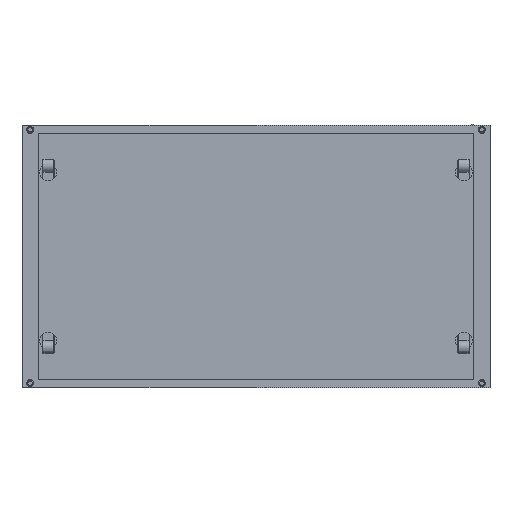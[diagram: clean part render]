
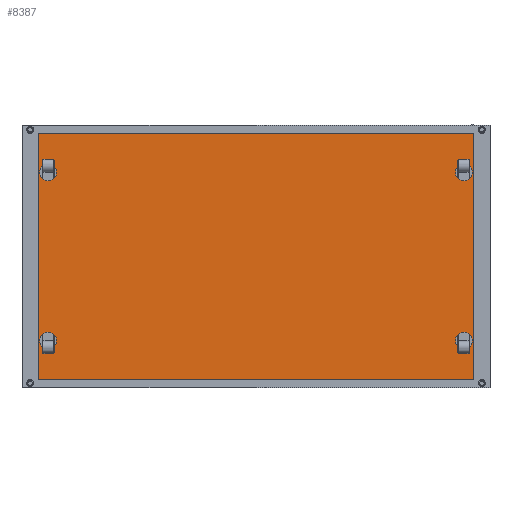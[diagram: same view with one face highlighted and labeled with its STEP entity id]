
A CAD part, front view. The second image highlights one B-rep face of the part: STEP entity #8387.
In plain terms, the highlighted planar face has unit normal (0, -1, 0).
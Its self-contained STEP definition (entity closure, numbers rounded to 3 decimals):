
#701=FACE_OUTER_BOUND('',#1213,.T.);
#1213=EDGE_LOOP('',(#7069,#7070,#7071,#7072));
#2169=LINE('',#13385,#3179);
#2173=LINE('',#13392,#3183);
#2176=LINE('',#13398,#3186);
#2178=LINE('',#13401,#3188);
#3179=VECTOR('',#10929,10.);
#3183=VECTOR('',#10935,10.);
#3186=VECTOR('',#10940,10.);
#3188=VECTOR('',#10944,10.);
#3965=VERTEX_POINT('',#13382);
#3966=VERTEX_POINT('',#13384);
#3968=VERTEX_POINT('',#13390);
#3970=VERTEX_POINT('',#13396);
#5025=EDGE_CURVE('',#3965,#3966,#2169,.T.);
#5029=EDGE_CURVE('',#3968,#3965,#2173,.T.);
#5032=EDGE_CURVE('',#3970,#3968,#2176,.T.);
#5034=EDGE_CURVE('',#3966,#3970,#2178,.T.);
#7069=ORIENTED_EDGE('',*,*,#5034,.F.);
#7070=ORIENTED_EDGE('',*,*,#5025,.F.);
#7071=ORIENTED_EDGE('',*,*,#5029,.F.);
#7072=ORIENTED_EDGE('',*,*,#5032,.F.);
#7913=PLANE('',#9047);
#8387=ADVANCED_FACE('',(#701),#7913,.F.);
#9047=AXIS2_PLACEMENT_3D('',#13402,#10945,#10946);
#10929=DIRECTION('',(0.,0.,-1.));
#10935=DIRECTION('',(1.,0.,0.));
#10940=DIRECTION('',(0.,0.,1.));
#10944=DIRECTION('',(-1.,0.,0.));
#10945=DIRECTION('center_axis',(0.,1.,0.));
#10946=DIRECTION('ref_axis',(0.,0.,1.));
#13382=CARTESIAN_POINT('',(556.5,-313.,316.));
#13384=CARTESIAN_POINT('',(556.5,-313.,-316.));
#13385=CARTESIAN_POINT('',(556.5,-313.,-316.));
#13390=CARTESIAN_POINT('',(-556.5,-313.,316.));
#13392=CARTESIAN_POINT('',(556.5,-313.,316.));
#13396=CARTESIAN_POINT('',(-556.5,-313.,-316.));
#13398=CARTESIAN_POINT('',(-556.5,-313.,316.));
#13401=CARTESIAN_POINT('',(-556.5,-313.,-316.));
#13402=CARTESIAN_POINT('Origin',(0.,-313.,0.));
